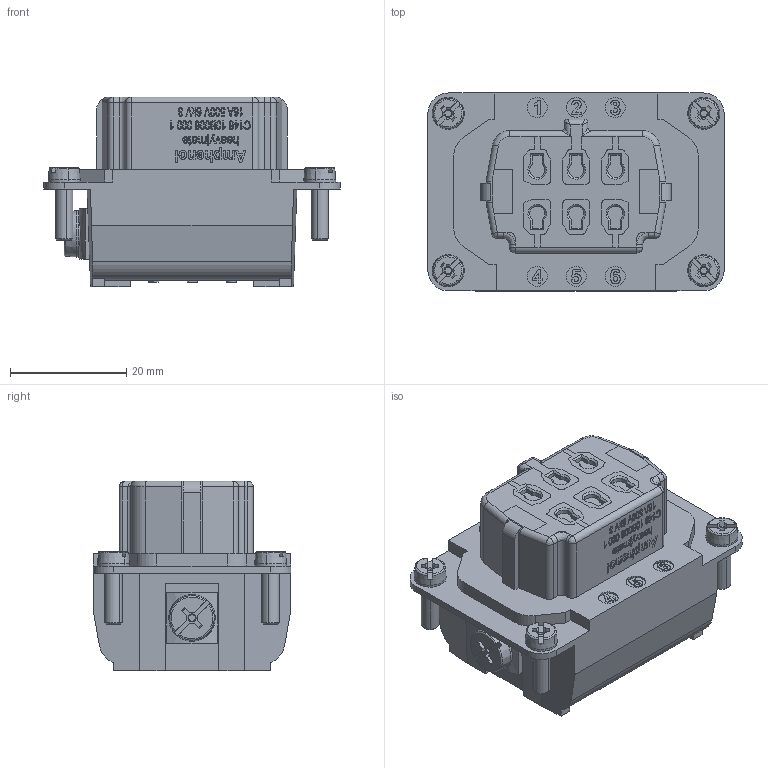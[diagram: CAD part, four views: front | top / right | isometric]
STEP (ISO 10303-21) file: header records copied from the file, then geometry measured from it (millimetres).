
FILE_DESCRIPTION(/* description */ (''),/* implementation_level */ '2;1');
FILE_NAME(/* name */ 'c146 10b006 000 1_c3d.stp',/* time_stamp */ '2018-08-21T14:31:49+02:00',/* author */ (''),/* organization */ (''),/* preprocessor_version */ 'ST-DEVELOPER v16',/* originating_system */ 'SIEMENS PLM Software NX 11.0',/* authorisation */ '');
FILE_SCHEMA (('AUTOMOTIVE_DESIGN { 1 0 10303 214 3 1 1 1 }'));
Length unit declared in the file: millimetre
Products named in the file (1): c146 10b006 000 1nxm001-01
Bounding box: 50.9 x 34 x 32.6 mm (x, y, z)
Volume: 31015.4 mm3; surface area: 8363.1 mm2
Topology: 1 solids, 1 shells, 980 faces, 2610 edges, 1740 vertices
Faces by surface type: plane 599, extrusion 207, cylinder 92, cone 52, torus 16, bspline 14
Full cylindrical faces by diameter (mm): 3.4 x6, 4 x3, 8 x1
Entity records: 38995 total; most frequent: CARTESIAN_POINT 13764, ORIENTED_EDGE 5168, DIRECTION 3467, EDGE_CURVE 2584, VERTEX_POINT 1734, VECTOR 1373, B_SPLINE_CURVE_WITH_KNOTS 1264, LINE 1166
